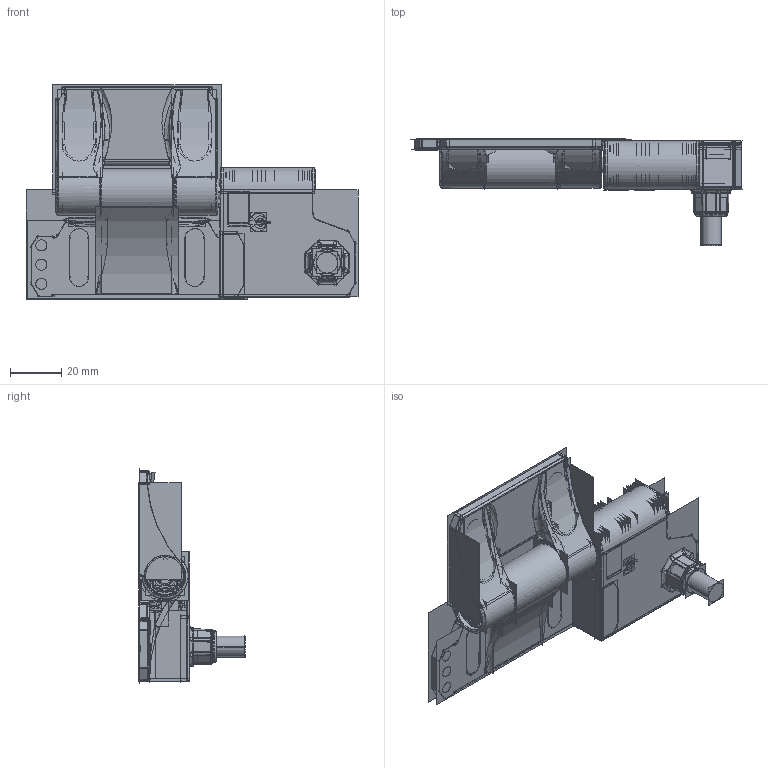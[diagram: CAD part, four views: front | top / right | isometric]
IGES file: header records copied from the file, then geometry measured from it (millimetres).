
Start section:  PTC IGES file: 210922.igs
Global section: file name: 210922.igs; native system: Creo Parametric by PTC Inc.; preprocessor: 2018300; author: pdmadmin; organization: Unknown; date: 20190315.093317; units: millimetre
Bounding box: 129.19 x 41.61 x 83.64 mm (x, y, z)
Volume: 61433.4 mm3; surface area: 187330.8 mm2
Topology: 2 solids, 2 shells, 4342 faces, 22248 edges, 27994 vertices
Faces by surface type: revolution 2388, bspline 1954
